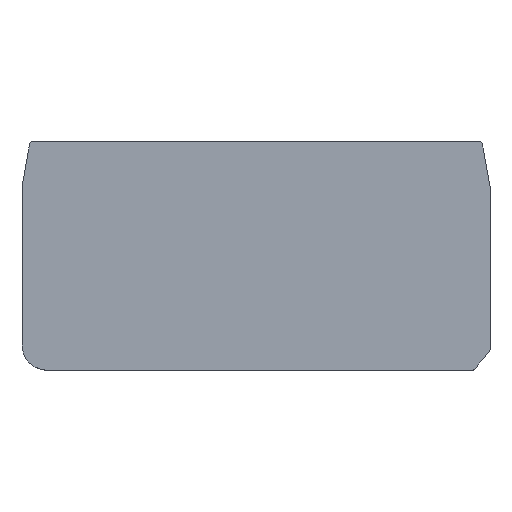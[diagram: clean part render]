
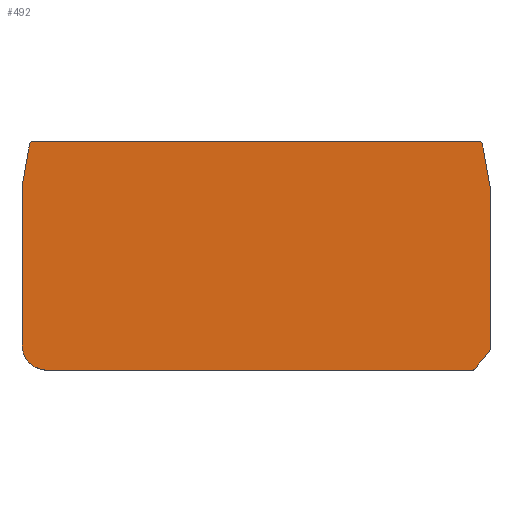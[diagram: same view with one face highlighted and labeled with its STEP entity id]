
A CAD part, front view. The second image highlights one B-rep face of the part: STEP entity #492.
In plain terms, the highlighted free-form (B-spline) face has degree [1, 1] with [2, 2] control points.
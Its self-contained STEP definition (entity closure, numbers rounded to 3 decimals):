
#25=CARTESIAN_POINT('',(44.4,-2.2,29.073));
#26=VERTEX_POINT('',#25);
#27=CARTESIAN_POINT('',(44.4,-2.2,3.222));
#28=VERTEX_POINT('',#27);
#29=CARTESIAN_POINT('',(44.4,-2.2,29.073));
#30=CARTESIAN_POINT('',(44.4,-2.2,3.222));
#31=B_SPLINE_CURVE_WITH_KNOTS('',1,(#29,#30),.POLYLINE_FORM.,.F.,.U.,(2,2),(0.,1.),.UNSPECIFIED.);
#32=EDGE_CURVE('',#26,#28,#31,.T.);
#61=CARTESIAN_POINT('',(-29.8,-2.2,4.));
#62=VERTEX_POINT('',#61);
#63=CARTESIAN_POINT('',(-29.8,-2.2,29.038));
#64=VERTEX_POINT('',#63);
#65=CARTESIAN_POINT('',(-29.8,-2.2,4.));
#66=CARTESIAN_POINT('',(-29.8,-2.2,29.038));
#67=B_SPLINE_CURVE_WITH_KNOTS('',1,(#65,#66),.POLYLINE_FORM.,.F.,.U.,(2,2),(0.,1.),.UNSPECIFIED.);
#68=EDGE_CURVE('',#62,#64,#67,.T.);
#106=CARTESIAN_POINT('',(41.632,-2.2,0.));
#107=VERTEX_POINT('',#106);
#113=CARTESIAN_POINT('',(-25.8,-2.2,0.));
#114=VERTEX_POINT('',#113);
#115=CARTESIAN_POINT('',(41.632,-2.2,0.));
#116=CARTESIAN_POINT('',(-25.8,-2.2,0.));
#117=B_SPLINE_CURVE_WITH_KNOTS('',1,(#115,#116),.POLYLINE_FORM.,.F.,.U.,(2,2),(0.,1.),.UNSPECIFIED.);
#118=EDGE_CURVE('',#107,#114,#117,.T.);
#142=CARTESIAN_POINT('',(-29.794,-2.2,29.108));
#143=VERTEX_POINT('',#142);
#149=CARTESIAN_POINT('',(-28.602,-2.2,35.869));
#150=VERTEX_POINT('',#149);
#151=CARTESIAN_POINT('',(-29.794,-2.2,29.108));
#152=CARTESIAN_POINT('',(-28.602,-2.2,35.869));
#153=B_SPLINE_CURVE_WITH_KNOTS('',1,(#151,#152),.POLYLINE_FORM.,.F.,.U.,(2,2),(0.,1.),.UNSPECIFIED.);
#154=EDGE_CURVE('',#143,#150,#153,.T.);
#176=CARTESIAN_POINT('',(43.202,-2.2,35.869));
#177=VERTEX_POINT('',#176);
#183=CARTESIAN_POINT('',(43.202,-2.2,35.869));
#184=CARTESIAN_POINT('',(44.4,-2.2,29.073));
#185=B_SPLINE_CURVE_WITH_KNOTS('',1,(#183,#184),.POLYLINE_FORM.,.F.,.U.,(2,2),(0.,1.),.UNSPECIFIED.);
#186=EDGE_CURVE('',#177,#26,#185,.T.);
#206=CARTESIAN_POINT('',(44.306,-2.2,2.965));
#207=VERTEX_POINT('',#206);
#213=CARTESIAN_POINT('',(41.939,-2.2,0.143));
#214=VERTEX_POINT('',#213);
#215=CARTESIAN_POINT('',(44.306,-2.2,2.965));
#216=CARTESIAN_POINT('',(41.939,-2.2,0.143));
#217=B_SPLINE_CURVE_WITH_KNOTS('',1,(#215,#216),.POLYLINE_FORM.,.F.,.U.,(2,2),(0.,1.),.UNSPECIFIED.);
#218=EDGE_CURVE('',#207,#214,#217,.T.);
#239=CARTESIAN_POINT('',(-25.8,-2.2,0.));
#240=CARTESIAN_POINT('',(-29.8,-2.2,0.));
#241=CARTESIAN_POINT('',(-29.8,-2.2,4.));
#242=(BOUNDED_CURVE()B_SPLINE_CURVE(2,(#239,#240,#241),.CIRCULAR_ARC.,.F.,.U.)B_SPLINE_CURVE_WITH_KNOTS((3,3),(0.,1.),.UNSPECIFIED.)CURVE()GEOMETRIC_REPRESENTATION_ITEM()RATIONAL_B_SPLINE_CURVE((1.,0.707,1.))REPRESENTATION_ITEM(''));
#243=EDGE_CURVE('',#114,#62,#242,.T.);
#283=CARTESIAN_POINT('',(42.808,-2.2,36.2));
#284=VERTEX_POINT('',#283);
#290=CARTESIAN_POINT('',(42.808,-2.2,36.2));
#291=CARTESIAN_POINT('',(43.143,-2.2,36.2));
#292=CARTESIAN_POINT('',(43.202,-2.2,35.869));
#293=(BOUNDED_CURVE()B_SPLINE_CURVE(2,(#290,#291,#292),.CIRCULAR_ARC.,.F.,.U.)B_SPLINE_CURVE_WITH_KNOTS((3,3),(0.,1.),.UNSPECIFIED.)CURVE()GEOMETRIC_REPRESENTATION_ITEM()RATIONAL_B_SPLINE_CURVE((1.,0.766,1.))REPRESENTATION_ITEM(''));
#294=EDGE_CURVE('',#284,#177,#293,.T.);
#326=CARTESIAN_POINT('',(44.4,-2.2,3.222));
#327=CARTESIAN_POINT('',(44.4,-2.2,3.076));
#328=CARTESIAN_POINT('',(44.306,-2.2,2.965));
#329=(BOUNDED_CURVE()B_SPLINE_CURVE(2,(#326,#327,#328),.CIRCULAR_ARC.,.F.,.U.)B_SPLINE_CURVE_WITH_KNOTS((3,3),(0.,1.),.UNSPECIFIED.)CURVE()GEOMETRIC_REPRESENTATION_ITEM()RATIONAL_B_SPLINE_CURVE((1.,0.94,1.))REPRESENTATION_ITEM(''));
#330=EDGE_CURVE('',#28,#207,#329,.T.);
#362=CARTESIAN_POINT('',(41.939,-2.2,0.143));
#363=CARTESIAN_POINT('',(41.819,-2.2,0.));
#364=CARTESIAN_POINT('',(41.632,-2.2,0.));
#365=(BOUNDED_CURVE()B_SPLINE_CURVE(2,(#362,#363,#364),.CIRCULAR_ARC.,.F.,.U.)B_SPLINE_CURVE_WITH_KNOTS((3,3),(0.,1.),.UNSPECIFIED.)CURVE()GEOMETRIC_REPRESENTATION_ITEM()RATIONAL_B_SPLINE_CURVE((1.,0.906,1.))REPRESENTATION_ITEM(''));
#366=EDGE_CURVE('',#214,#107,#365,.T.);
#398=CARTESIAN_POINT('',(-29.8,-2.2,29.038));
#399=CARTESIAN_POINT('',(-29.8,-2.2,29.073));
#400=CARTESIAN_POINT('',(-29.794,-2.2,29.108));
#401=(BOUNDED_CURVE()B_SPLINE_CURVE(2,(#398,#399,#400),.CIRCULAR_ARC.,.F.,.U.)B_SPLINE_CURVE_WITH_KNOTS((3,3),(0.,1.),.UNSPECIFIED.)CURVE()GEOMETRIC_REPRESENTATION_ITEM()RATIONAL_B_SPLINE_CURVE((1.,0.996,1.))REPRESENTATION_ITEM(''));
#402=EDGE_CURVE('',#64,#143,#401,.T.);
#436=CARTESIAN_POINT('',(-28.208,-2.2,36.2));
#437=VERTEX_POINT('',#436);
#438=CARTESIAN_POINT('',(-28.602,-2.2,35.869));
#439=CARTESIAN_POINT('',(-28.543,-2.2,36.2));
#440=CARTESIAN_POINT('',(-28.208,-2.2,36.2));
#441=(BOUNDED_CURVE()B_SPLINE_CURVE(2,(#438,#439,#440),.CIRCULAR_ARC.,.F.,.U.)B_SPLINE_CURVE_WITH_KNOTS((3,3),(0.,1.),.UNSPECIFIED.)CURVE()GEOMETRIC_REPRESENTATION_ITEM()RATIONAL_B_SPLINE_CURVE((1.,0.766,1.))REPRESENTATION_ITEM(''));
#442=EDGE_CURVE('',#150,#437,#441,.T.);
#464=CARTESIAN_POINT('',(-28.208,-2.2,36.2));
#465=CARTESIAN_POINT('',(42.808,-2.2,36.2));
#466=B_SPLINE_CURVE_WITH_KNOTS('',1,(#464,#465),.POLYLINE_FORM.,.F.,.U.,(2,2),(0.,1.),.UNSPECIFIED.);
#467=EDGE_CURVE('',#437,#284,#466,.T.);
#472=CARTESIAN_POINT('',(-33.98,-2.2,74.418));
#473=CARTESIAN_POINT('',(49.592,-2.2,74.418));
#474=CARTESIAN_POINT('',(-33.98,-2.2,-23.18));
#475=CARTESIAN_POINT('',(49.592,-2.2,-23.18));
#476=B_SPLINE_SURFACE_WITH_KNOTS('',1,1,((#472,#473),(#474,#475)),.PLANE_SURF.,.F.,.F.,.U.,(2,2),(2,2),(0.,1.),(0.,1.),.UNSPECIFIED.);
#477=ORIENTED_EDGE('',*,*,#442,.F.);
#478=ORIENTED_EDGE('',*,*,#154,.F.);
#479=ORIENTED_EDGE('',*,*,#402,.F.);
#480=ORIENTED_EDGE('',*,*,#68,.F.);
#481=ORIENTED_EDGE('',*,*,#243,.F.);
#482=ORIENTED_EDGE('',*,*,#118,.F.);
#483=ORIENTED_EDGE('',*,*,#366,.F.);
#484=ORIENTED_EDGE('',*,*,#218,.F.);
#485=ORIENTED_EDGE('',*,*,#330,.F.);
#486=ORIENTED_EDGE('',*,*,#32,.F.);
#487=ORIENTED_EDGE('',*,*,#186,.F.);
#488=ORIENTED_EDGE('',*,*,#294,.F.);
#489=ORIENTED_EDGE('',*,*,#467,.F.);
#490=EDGE_LOOP('',(#477,#478,#479,#480,#481,#482,#483,#484,#485,#486,#487,#488,#489));
#491=FACE_OUTER_BOUND('',#490,.T.);
#492=ADVANCED_FACE('',(#491),#476,.T.);
